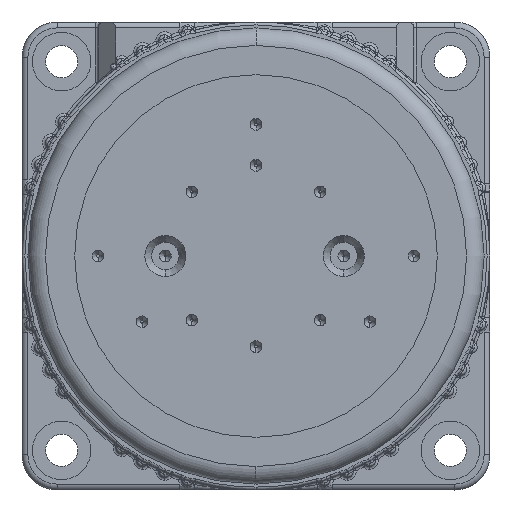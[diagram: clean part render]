
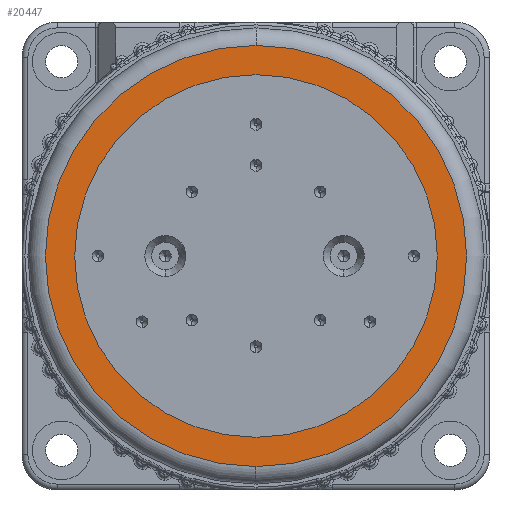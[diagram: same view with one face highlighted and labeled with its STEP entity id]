
A CAD part, front view. The second image highlights one B-rep face of the part: STEP entity #20447.
In plain terms, the highlighted planar face has unit normal (0, -1, 0).
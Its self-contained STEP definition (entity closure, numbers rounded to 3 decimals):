
#134 = DIRECTION ( 'NONE',  ( 0., 0., -1. ) ) ;
#1230 = EDGE_LOOP ( 'NONE', ( #21082, #9899 ) ) ;
#1534 = ORIENTED_EDGE ( 'NONE', *, *, #6744, .F. ) ;
#1592 = DIRECTION ( 'NONE',  ( 0., -1., 0. ) ) ;
#4021 = CARTESIAN_POINT ( 'NONE',  ( 0., -80., 0. ) ) ;
#4445 = AXIS2_PLACEMENT_3D ( 'NONE', #15081, #1592, #17325 ) ;
#4512 = CIRCLE ( 'NONE', #17831, 31. ) ;
#4699 = AXIS2_PLACEMENT_3D ( 'NONE', #4021, #19701, #6280 ) ;
#6280 = DIRECTION ( 'NONE',  ( 0., 0., -1. ) ) ;
#6744 = EDGE_CURVE ( 'NONE', #7097, #15161, #9817, .T. ) ;
#7097 = VERTEX_POINT ( 'NONE', #23288 ) ;
#7854 = DIRECTION ( 'NONE',  ( 0., -1., 0. ) ) ;
#7887 = DIRECTION ( 'NONE',  ( 0., -1., 0. ) ) ;
#8449 = CARTESIAN_POINT ( 'NONE',  ( 0., -80., -36. ) ) ;
#8487 = CIRCLE ( 'NONE', #4445, 36. ) ;
#8911 = EDGE_CURVE ( 'NONE', #13132, #14733, #11836, .T. ) ;
#9457 = FACE_OUTER_BOUND ( 'NONE', #1230, .T. ) ;
#9758 = AXIS2_PLACEMENT_3D ( 'NONE', #21291, #7854, #23474 ) ;
#9817 = CIRCLE ( 'NONE', #9758, 31. ) ;
#9899 = ORIENTED_EDGE ( 'NONE', *, *, #8911, .T. ) ;
#9952 = CARTESIAN_POINT ( 'NONE',  ( 0., -80., 36. ) ) ;
#10792 = CARTESIAN_POINT ( 'NONE',  ( 0., -80., -31. ) ) ;
#11836 = CIRCLE ( 'NONE', #4699, 36. ) ;
#13132 = VERTEX_POINT ( 'NONE', #9952 ) ;
#13633 = DIRECTION ( 'NONE',  ( 0., -1., 0. ) ) ;
#13865 = AXIS2_PLACEMENT_3D ( 'NONE', #14527, #7887, #23505 ) ;
#13886 = EDGE_CURVE ( 'NONE', #14733, #13132, #8487, .T. ) ;
#14527 = CARTESIAN_POINT ( 'NONE',  ( 0., -80., 0. ) ) ;
#14733 = VERTEX_POINT ( 'NONE', #8449 ) ;
#15081 = CARTESIAN_POINT ( 'NONE',  ( 0., -80., 0. ) ) ;
#15161 = VERTEX_POINT ( 'NONE', #10792 ) ;
#15815 = ORIENTED_EDGE ( 'NONE', *, *, #20717, .F. ) ;
#17325 = DIRECTION ( 'NONE',  ( 0., 0., -1. ) ) ;
#17831 = AXIS2_PLACEMENT_3D ( 'NONE', #26958, #13633, #134 ) ;
#19036 = PLANE ( 'NONE',  #13865 ) ;
#19701 = DIRECTION ( 'NONE',  ( 0., -1., 0. ) ) ;
#20447 = ADVANCED_FACE ( 'NONE', ( #21379, #9457 ), #19036, .T. ) ;
#20717 = EDGE_CURVE ( 'NONE', #15161, #7097, #4512, .T. ) ;
#21082 = ORIENTED_EDGE ( 'NONE', *, *, #13886, .T. ) ;
#21291 = CARTESIAN_POINT ( 'NONE',  ( 0., -80., 0. ) ) ;
#21379 = FACE_BOUND ( 'NONE', #28139, .T. ) ;
#23288 = CARTESIAN_POINT ( 'NONE',  ( 0., -80., 31. ) ) ;
#23474 = DIRECTION ( 'NONE',  ( 0., 0., -1. ) ) ;
#23505 = DIRECTION ( 'NONE',  ( 0., 0., -1. ) ) ;
#26958 = CARTESIAN_POINT ( 'NONE',  ( 0., -80., 0. ) ) ;
#28139 = EDGE_LOOP ( 'NONE', ( #15815, #1534 ) ) ;
